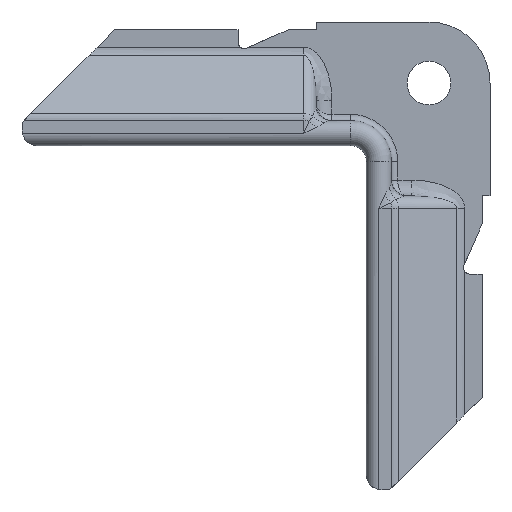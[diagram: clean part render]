
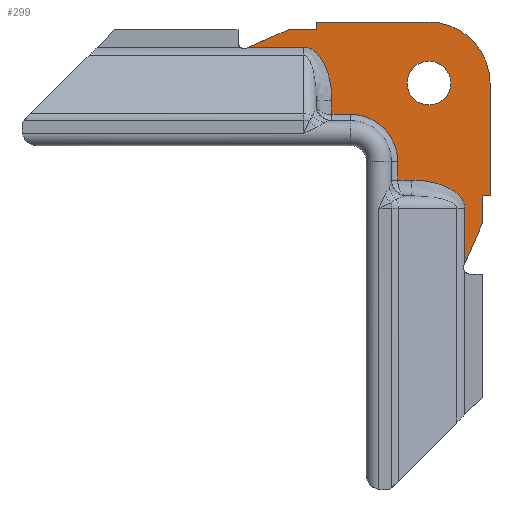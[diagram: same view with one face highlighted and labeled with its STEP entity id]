
A CAD part, top view. The second image highlights one B-rep face of the part: STEP entity #299.
In plain terms, the highlighted planar face has unit normal (0, 0, 1).
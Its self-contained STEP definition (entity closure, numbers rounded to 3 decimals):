
#270=ELLIPSE('',#1911,16.984,9.);
#271=ELLIPSE('',#1913,16.984,9.);
#299=ADVANCED_FACE('',(#767,#768),#402,.F.);
#402=PLANE('',#1915);
#469=LINE('',#2655,#627);
#470=LINE('',#2658,#628);
#471=LINE('',#2662,#629);
#472=LINE('',#2664,#630);
#473=LINE('',#2668,#631);
#474=LINE('',#2670,#632);
#475=LINE('',#2674,#633);
#476=LINE('',#2676,#634);
#477=LINE('',#2678,#635);
#478=LINE('',#2680,#636);
#479=LINE('',#2682,#637);
#480=LINE('',#2686,#638);
#481=LINE('',#2688,#639);
#482=LINE('',#2690,#640);
#627=VECTOR('',#2119,1.);
#628=VECTOR('',#2120,1.);
#629=VECTOR('',#2123,1.);
#630=VECTOR('',#2124,1.);
#631=VECTOR('',#2127,1.);
#632=VECTOR('',#2128,1.);
#633=VECTOR('',#2131,1.);
#634=VECTOR('',#2132,1.);
#635=VECTOR('',#2133,1.);
#636=VECTOR('',#2134,1.);
#637=VECTOR('',#2135,1.);
#638=VECTOR('',#2138,1.);
#639=VECTOR('',#2139,1.);
#640=VECTOR('',#2140,1.);
#767=FACE_BOUND('',#773,.T.);
#768=FACE_BOUND('',#774,.T.);
#773=EDGE_LOOP('',(#902));
#774=EDGE_LOOP('',(#903,#904,#905,#906,#907,#908,#909,#910,#911,#912,#913,
#914,#915,#916,#917,#918,#919,#920));
#902=ORIENTED_EDGE('',*,*,#1600,.F.);
#903=ORIENTED_EDGE('',*,*,#1601,.F.);
#904=ORIENTED_EDGE('',*,*,#1602,.F.);
#905=ORIENTED_EDGE('',*,*,#1603,.F.);
#906=ORIENTED_EDGE('',*,*,#1604,.F.);
#907=ORIENTED_EDGE('',*,*,#1605,.F.);
#908=ORIENTED_EDGE('',*,*,#1606,.T.);
#909=ORIENTED_EDGE('',*,*,#1607,.T.);
#910=ORIENTED_EDGE('',*,*,#1608,.F.);
#911=ORIENTED_EDGE('',*,*,#1609,.F.);
#912=ORIENTED_EDGE('',*,*,#1610,.F.);
#913=ORIENTED_EDGE('',*,*,#1611,.F.);
#914=ORIENTED_EDGE('',*,*,#1612,.F.);
#915=ORIENTED_EDGE('',*,*,#1613,.T.);
#916=ORIENTED_EDGE('',*,*,#1614,.F.);
#917=ORIENTED_EDGE('',*,*,#1615,.T.);
#918=ORIENTED_EDGE('',*,*,#1616,.T.);
#919=ORIENTED_EDGE('',*,*,#1617,.F.);
#920=ORIENTED_EDGE('',*,*,#1618,.T.);
#1434=VERTEX_POINT('',#2654);
#1435=VERTEX_POINT('',#2656);
#1436=VERTEX_POINT('',#2657);
#1437=VERTEX_POINT('',#2659);
#1438=VERTEX_POINT('',#2661);
#1439=VERTEX_POINT('',#2663);
#1440=VERTEX_POINT('',#2665);
#1441=VERTEX_POINT('',#2667);
#1442=VERTEX_POINT('',#2669);
#1443=VERTEX_POINT('',#2671);
#1444=VERTEX_POINT('',#2673);
#1445=VERTEX_POINT('',#2675);
#1446=VERTEX_POINT('',#2677);
#1447=VERTEX_POINT('',#2679);
#1448=VERTEX_POINT('',#2681);
#1449=VERTEX_POINT('',#2683);
#1450=VERTEX_POINT('',#2685);
#1451=VERTEX_POINT('',#2687);
#1452=VERTEX_POINT('',#2689);
#1600=EDGE_CURVE('',#1434,#1434,#1846,.T.);
#1601=EDGE_CURVE('',#1435,#1436,#469,.T.);
#1602=EDGE_CURVE('',#1437,#1435,#470,.T.);
#1603=EDGE_CURVE('',#1438,#1437,#270,.T.);
#1604=EDGE_CURVE('',#1439,#1438,#471,.T.);
#1605=EDGE_CURVE('',#1440,#1439,#472,.T.);
#1606=EDGE_CURVE('',#1440,#1441,#1847,.T.);
#1607=EDGE_CURVE('',#1441,#1442,#473,.T.);
#1608=EDGE_CURVE('',#1443,#1442,#474,.T.);
#1609=EDGE_CURVE('',#1444,#1443,#271,.T.);
#1610=EDGE_CURVE('',#1445,#1444,#475,.T.);
#1611=EDGE_CURVE('',#1446,#1445,#476,.T.);
#1612=EDGE_CURVE('',#1447,#1446,#477,.T.);
#1613=EDGE_CURVE('',#1447,#1448,#478,.T.);
#1614=EDGE_CURVE('',#1449,#1448,#479,.T.);
#1615=EDGE_CURVE('',#1449,#1450,#1848,.T.);
#1616=EDGE_CURVE('',#1450,#1451,#480,.T.);
#1617=EDGE_CURVE('',#1452,#1451,#481,.T.);
#1618=EDGE_CURVE('',#1452,#1436,#482,.T.);
#1846=CIRCLE('',#1910,7.);
#1847=CIRCLE('',#1912,15.);
#1848=CIRCLE('',#1914,19.5);
#1910=AXIS2_PLACEMENT_3D('',#2653,#2117,#2118);
#1911=AXIS2_PLACEMENT_3D('',#2660,#2121,#2122);
#1912=AXIS2_PLACEMENT_3D('',#2666,#2125,#2126);
#1913=AXIS2_PLACEMENT_3D('',#2672,#2129,#2130);
#1914=AXIS2_PLACEMENT_3D('',#2684,#2136,#2137);
#1915=AXIS2_PLACEMENT_3D('',#2691,#2141,#2142);
#2117=DIRECTION('',(0.,0.,1.));
#2118=DIRECTION('',(-1.,0.,0.));
#2119=DIRECTION('',(0.915,0.404,0.));
#2120=DIRECTION('',(-1.,0.,0.));
#2121=DIRECTION('',(0.,0.,1.));
#2122=DIRECTION('',(0.,-1.,0.));
#2123=DIRECTION('',(0.,1.,0.));
#2124=DIRECTION('',(-1.,0.,0.));
#2125=DIRECTION('',(0.,0.,-1.));
#2126=DIRECTION('',(-1.,0.,0.));
#2127=DIRECTION('',(0.,-1.,0.));
#2128=DIRECTION('',(-1.,0.,0.));
#2129=DIRECTION('',(0.,0.,1.));
#2130=DIRECTION('',(-1.,0.,0.));
#2131=DIRECTION('',(0.,1.,0.));
#2132=DIRECTION('',(-0.404,-0.915,0.));
#2133=DIRECTION('',(0.,-1.,0.));
#2134=DIRECTION('',(1.,0.,0.));
#2135=DIRECTION('',(0.,-1.,0.));
#2136=DIRECTION('',(0.,0.,1.));
#2137=DIRECTION('',(-1.,0.,0.));
#2138=DIRECTION('',(-1.,0.,0.));
#2139=DIRECTION('',(0.,1.,0.));
#2140=DIRECTION('',(-1.,0.,0.));
#2141=DIRECTION('',(0.,0.,-1.));
#2142=DIRECTION('',(-1.,0.,0.));
#2653=CARTESIAN_POINT('',(20.,20.,37.));
#2654=CARTESIAN_POINT('',(13.,20.,37.));
#2655=CARTESIAN_POINT('',(1.42,48.675,37.));
#2656=CARTESIAN_POINT('',(-37.596,31.434,37.));
#2657=CARTESIAN_POINT('',(-25.,37.,37.));
#2658=CARTESIAN_POINT('',(30.,31.434,37.));
#2659=CARTESIAN_POINT('',(-20.,31.434,37.));
#2660=CARTESIAN_POINT('',(-20.,14.45,37.));
#2661=CARTESIAN_POINT('',(-11.,14.45,37.));
#2662=CARTESIAN_POINT('',(-11.,-16.,37.));
#2663=CARTESIAN_POINT('',(-11.,10.,37.));
#2664=CARTESIAN_POINT('',(-5.,10.,37.));
#2665=CARTESIAN_POINT('',(-5.,10.,37.));
#2666=CARTESIAN_POINT('',(-5.,-5.,37.));
#2667=CARTESIAN_POINT('',(10.,-5.,37.));
#2668=CARTESIAN_POINT('',(10.,-5.,37.));
#2669=CARTESIAN_POINT('',(10.,-11.,37.));
#2670=CARTESIAN_POINT('',(30.,-11.,37.));
#2671=CARTESIAN_POINT('',(14.45,-11.,37.));
#2672=CARTESIAN_POINT('',(14.45,-20.,37.));
#2673=CARTESIAN_POINT('',(31.434,-20.,37.));
#2674=CARTESIAN_POINT('',(31.434,-16.,37.));
#2675=CARTESIAN_POINT('',(31.434,-37.596,37.));
#2676=CARTESIAN_POINT('',(39.184,-20.058,37.));
#2677=CARTESIAN_POINT('',(37.,-25.,37.));
#2678=CARTESIAN_POINT('',(37.,-16.,37.));
#2679=CARTESIAN_POINT('',(37.,-16.,37.));
#2680=CARTESIAN_POINT('',(10.,-16.,37.));
#2681=CARTESIAN_POINT('',(39.5,-16.,37.));
#2682=CARTESIAN_POINT('',(39.5,-5.,37.));
#2683=CARTESIAN_POINT('',(39.5,20.,37.));
#2684=CARTESIAN_POINT('',(20.,20.,37.));
#2685=CARTESIAN_POINT('',(20.,39.5,37.));
#2686=CARTESIAN_POINT('',(-5.,39.5,37.));
#2687=CARTESIAN_POINT('',(-16.,39.5,37.));
#2688=CARTESIAN_POINT('',(-16.,10.,37.));
#2689=CARTESIAN_POINT('',(-16.,37.,37.));
#2690=CARTESIAN_POINT('',(-16.,37.,37.));
#2691=CARTESIAN_POINT('',(30.,-16.,37.));
